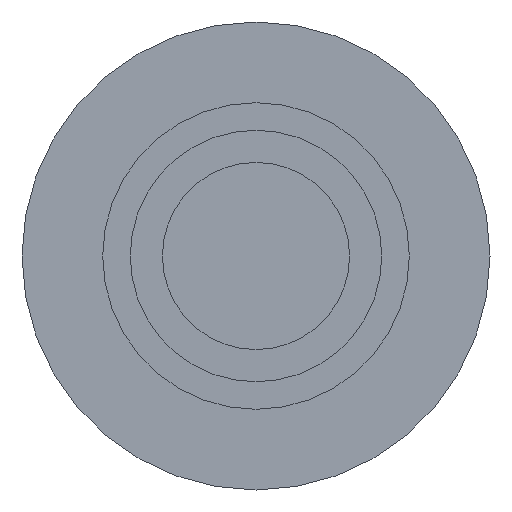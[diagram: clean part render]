
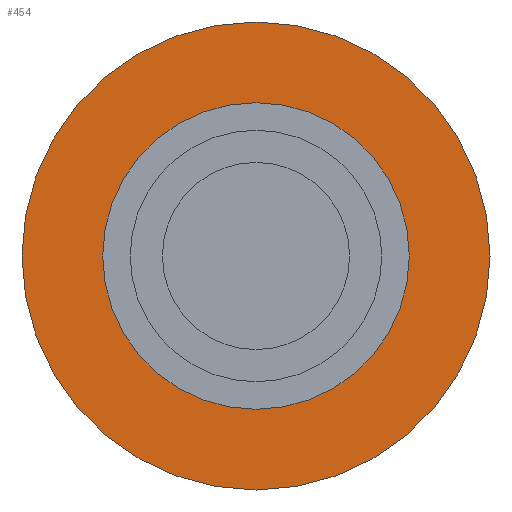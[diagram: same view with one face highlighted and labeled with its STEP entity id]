
A CAD part, front view. The second image highlights one B-rep face of the part: STEP entity #454.
In plain terms, the highlighted planar face has unit normal (0, -1, 0).
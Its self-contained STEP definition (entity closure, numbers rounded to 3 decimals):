
#51=FACE_BOUND('',#125,.T.);
#62=PLANE('',#575);
#85=FACE_OUTER_BOUND('',#124,.T.);
#124=EDGE_LOOP('',(#360));
#125=EDGE_LOOP('',(#361));
#176=CIRCLE('',#546,20.);
#190=CIRCLE('',#574,13.1);
#219=VERTEX_POINT('',#816);
#233=VERTEX_POINT('',#866);
#257=EDGE_CURVE('',#219,#219,#176,.T.);
#279=EDGE_CURVE('',#233,#233,#190,.T.);
#360=ORIENTED_EDGE('',*,*,#257,.F.);
#361=ORIENTED_EDGE('',*,*,#279,.T.);
#454=ADVANCED_FACE('',(#85,#51),#62,.T.);
#546=AXIS2_PLACEMENT_3D('',#818,#636,#637);
#574=AXIS2_PLACEMENT_3D('',#868,#700,#701);
#575=AXIS2_PLACEMENT_3D('',#869,#702,#703);
#636=DIRECTION('center_axis',(0.,1.,0.));
#637=DIRECTION('ref_axis',(1.,0.,0.));
#700=DIRECTION('center_axis',(0.,1.,0.));
#701=DIRECTION('ref_axis',(1.,0.,0.));
#702=DIRECTION('center_axis',(0.,-1.,0.));
#703=DIRECTION('ref_axis',(0.,0.,-1.));
#816=CARTESIAN_POINT('',(20.,0.,0.));
#818=CARTESIAN_POINT('Origin',(0.,0.,0.));
#866=CARTESIAN_POINT('',(13.1,0.,0.));
#868=CARTESIAN_POINT('Origin',(0.,0.,0.));
#869=CARTESIAN_POINT('Origin',(-20.,0.,0.));
